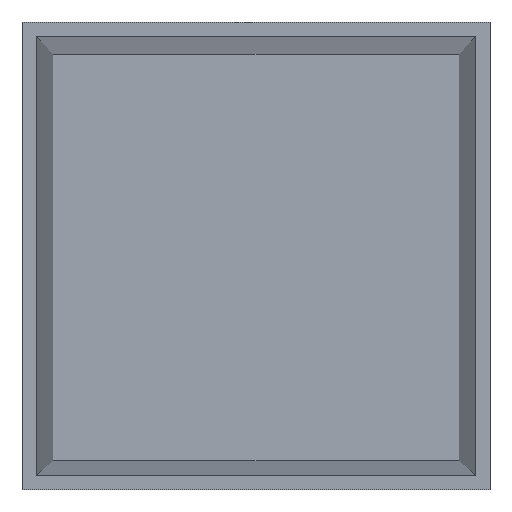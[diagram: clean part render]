
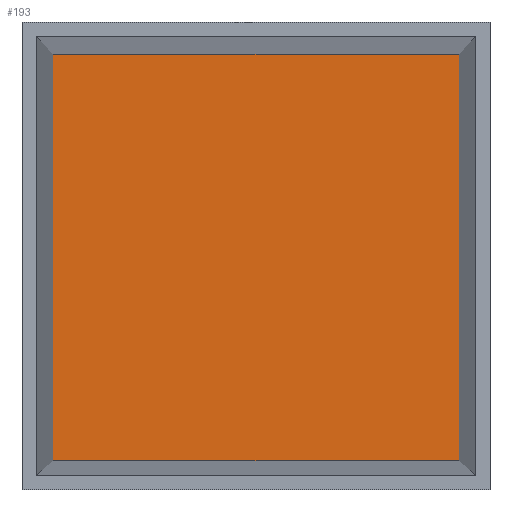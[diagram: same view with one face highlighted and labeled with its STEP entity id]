
A CAD part, top view. The second image highlights one B-rep face of the part: STEP entity #193.
In plain terms, the highlighted planar face has unit normal (0, 0, 1).
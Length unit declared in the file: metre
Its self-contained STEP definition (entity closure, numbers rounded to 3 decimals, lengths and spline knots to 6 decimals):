
#56=ORIENTED_EDGE('',*,*,#79,.T.);
#57=ORIENTED_EDGE('',*,*,#77,.T.);
#58=ORIENTED_EDGE('',*,*,#83,.T.);
#59=ORIENTED_EDGE('',*,*,#81,.T.);
#77=EDGE_CURVE('',#97,#96,#117,.F.);
#79=EDGE_CURVE('',#98,#97,#119,.F.);
#81=EDGE_CURVE('',#99,#98,#121,.T.);
#83=EDGE_CURVE('',#96,#99,#123,.T.);
#96=VERTEX_POINT('',#305);
#97=VERTEX_POINT('',#307);
#98=VERTEX_POINT('',#311);
#99=VERTEX_POINT('',#315);
#117=LINE('',#306,#141);
#119=LINE('',#310,#143);
#121=LINE('',#314,#145);
#123=LINE('',#318,#147);
#141=VECTOR('',#253,1.);
#143=VECTOR('',#257,1.);
#145=VECTOR('',#261,1.);
#147=VECTOR('',#265,1.);
#159=EDGE_LOOP('',(#56,#57,#58,#59));
#171=FACE_BOUND('',#159,.T.);
#182=PLANE('',#219);
#193=ADVANCED_FACE('',(#171),#182,.T.);
#219=AXIS2_PLACEMENT_3D('',#319,#266,#267);
#253=DIRECTION('',(0.,-1.,0.));
#257=DIRECTION('',(-1.,0.,0.));
#261=DIRECTION('',(0.,-1.,0.));
#265=DIRECTION('',(-1.,0.,0.));
#266=DIRECTION('',(0.,0.,1.));
#267=DIRECTION('',(1.,0.,0.));
#305=CARTESIAN_POINT('',(0.054322,0.054322,0.00385));
#306=CARTESIAN_POINT('',(0.054322,-0.007988,0.00385));
#307=CARTESIAN_POINT('',(0.054322,-0.054322,0.00385));
#310=CARTESIAN_POINT('',(0.012215,-0.054322,0.00385));
#311=CARTESIAN_POINT('',(-0.054322,-0.054322,0.00385));
#314=CARTESIAN_POINT('',(-0.054322,-0.007988,0.00385));
#315=CARTESIAN_POINT('',(-0.054322,0.054322,0.00385));
#318=CARTESIAN_POINT('',(0.012215,0.054322,0.00385));
#319=CARTESIAN_POINT('',(0.012215,-0.007988,0.00385));
